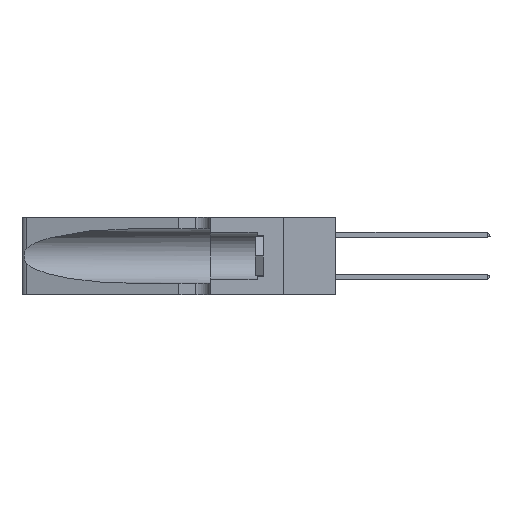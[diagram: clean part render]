
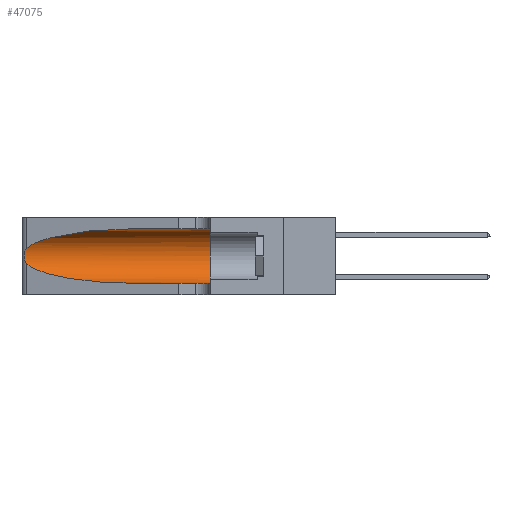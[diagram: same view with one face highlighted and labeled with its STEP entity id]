
A CAD part, left-side view. The second image highlights one B-rep face of the part: STEP entity #47075.
In plain terms, the highlighted cylindrical face has radius 3.308 mm (diameter 6.617 mm), a partial arc.
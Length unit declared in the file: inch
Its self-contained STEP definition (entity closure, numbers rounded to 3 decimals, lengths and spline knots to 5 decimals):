
#1028 = CARTESIAN_POINT ( 'NONE',  ( 0.25856, 1.23593, 0.16098 ) ) ;
#1698 = AXIS2_PLACEMENT_3D ( 'NONE', #40898, #18391, #28946 ) ;
#3136 = CARTESIAN_POINT ( 'NONE',  ( 0.1305, 0.72297, 0.05475 ) ) ;
#3897 = B_SPLINE_CURVE_WITH_KNOTS ( 'NONE', 3,
 ( #27625, #38609, #38447, #8563, #42557, #4945, #20215, #42241, #46180, #1028, #34684, #5263, #27476, #12295 ),
 .UNSPECIFIED., .F., .F.,
 ( 4, 2, 2, 2, 2, 2, 4 ),
 ( 0., 0.00027, 0.00053, 0.00107, 0.0016, 0.00187, 0.00214 ),
 .UNSPECIFIED. ) ;
#4945 = CARTESIAN_POINT ( 'NONE',  ( 0.26018, 1.23835, 0.19895 ) ) ;
#5263 = CARTESIAN_POINT ( 'NONE',  ( 0.25639, 1.23186, 0.15144 ) ) ;
#6072 = ORIENTED_EDGE ( 'NONE', *, *, #22037, .F. ) ;
#6126 = CARTESIAN_POINT ( 'NONE',  ( 0.25487, 1.22718, 0.22369 ) ) ;
#6972 = ORIENTED_EDGE ( 'NONE', *, *, #13069, .T. ) ;
#8119 = CARTESIAN_POINT ( 'NONE',  ( 0.1305, 1.61858, 0.05475 ) ) ;
#8563 = CARTESIAN_POINT ( 'NONE',  ( 0.25787, 1.23484, 0.2124 ) ) ;
#8705 = CIRCLE ( 'NONE', #47663, 0.13025 ) ;
#9078 = CARTESIAN_POINT ( 'NONE',  ( 0.1305, 0.72297, 0.05475 ) ) ;
#9532 = VERTEX_POINT ( 'NONE', #6126 ) ;
#9850 =( BOUNDED_CURVE ( )  B_SPLINE_CURVE ( 3, ( #20450, #27839, #27212, #9078 ),
 .UNSPECIFIED., .F., .T. ) 
 B_SPLINE_CURVE_WITH_KNOTS ( ( 4, 4 ),
 ( 3.44316, 4.71239 ),
 .UNSPECIFIED. ) 
 CURVE ( )  GEOMETRIC_REPRESENTATION_ITEM ( )  RATIONAL_B_SPLINE_CURVE ( ( 1., 0.87, 0.87, 1. ) ) 
 REPRESENTATION_ITEM ( '' )  );
#9869 = EDGE_CURVE ( 'NONE', #9532, #24930, #3897, .T. ) ;
#11567 = CARTESIAN_POINT ( 'NONE',  ( 0.2373, 1.15595, 0.28018 ) ) ;
#12295 = CARTESIAN_POINT ( 'NONE',  ( 0.25487, 1.22718, 0.14631 ) ) ;
#12891 = EDGE_CURVE ( 'NONE', #13312, #9532, #31296, .T. ) ;
#13069 = EDGE_CURVE ( 'NONE', #24930, #30607, #9850, .T. ) ;
#13312 = VERTEX_POINT ( 'NONE', #21414 ) ;
#16064 = EDGE_LOOP ( 'NONE', ( #29355, #37774, #6972, #31441, #26289, #6072 ) ) ;
#18391 = DIRECTION ( 'NONE',  ( 0., -1., 0. ) ) ;
#18564 = CARTESIAN_POINT ( 'NONE',  ( 0.25487, 1.22718, 0.14631 ) ) ;
#18821 = CARTESIAN_POINT ( 'NONE',  ( 0.1305, 1.61858, 0.31525 ) ) ;
#19018 = VERTEX_POINT ( 'NONE', #32088 ) ;
#19988 = CARTESIAN_POINT ( 'NONE',  ( 0.1305, 0.35, 0.05475 ) ) ;
#20215 = CARTESIAN_POINT ( 'NONE',  ( 0.26075, 1.23896, 0.19203 ) ) ;
#20450 = CARTESIAN_POINT ( 'NONE',  ( 0.25487, 1.22718, 0.14631 ) ) ;
#21414 = CARTESIAN_POINT ( 'NONE',  ( 0.1305, 0.72297, 0.31525 ) ) ;
#22037 = EDGE_CURVE ( 'NONE', #13312, #19018, #40356, .T. ) ;
#24930 = VERTEX_POINT ( 'NONE', #18564 ) ;
#26234 = DIRECTION ( 'NONE',  ( 0., -1., 0. ) ) ;
#26289 = ORIENTED_EDGE ( 'NONE', *, *, #36145, .F. ) ;
#26379 = CYLINDRICAL_SURFACE ( 'NONE', #1698, 0.13025 ) ;
#27212 = CARTESIAN_POINT ( 'NONE',  ( 0.18966, 0.96281, 0.05475 ) ) ;
#27476 = CARTESIAN_POINT ( 'NONE',  ( 0.25555, 1.22993, 0.14849 ) ) ;
#27625 = CARTESIAN_POINT ( 'NONE',  ( 0.25487, 1.22718, 0.22369 ) ) ;
#27839 = CARTESIAN_POINT ( 'NONE',  ( 0.2373, 1.15595, 0.08982 ) ) ;
#28136 = FACE_OUTER_BOUND ( 'NONE', #16064, .T. ) ;
#28946 = DIRECTION ( 'NONE',  ( 0., 0., -1. ) ) ;
#29355 = ORIENTED_EDGE ( 'NONE', *, *, #12891, .T. ) ;
#30607 = VERTEX_POINT ( 'NONE', #3136 ) ;
#31296 =( BOUNDED_CURVE ( )  B_SPLINE_CURVE ( 3, ( #34270, #37886, #11567, #45300 ),
 .UNSPECIFIED., .F., .F. ) 
 B_SPLINE_CURVE_WITH_KNOTS ( ( 4, 4 ),
 ( 1.5708, 2.84003 ),
 .UNSPECIFIED. ) 
 CURVE ( )  GEOMETRIC_REPRESENTATION_ITEM ( )  RATIONAL_B_SPLINE_CURVE ( ( 1., 0.87, 0.87, 1. ) ) 
 REPRESENTATION_ITEM ( '' )  );
#31441 = ORIENTED_EDGE ( 'NONE', *, *, #40120, .T. ) ;
#32088 = CARTESIAN_POINT ( 'NONE',  ( 0.1305, 0.35, 0.31525 ) ) ;
#32741 = VECTOR ( 'NONE', #26234, 39.37008 ) ;
#33754 = VECTOR ( 'NONE', #38026, 39.37008 ) ;
#34270 = CARTESIAN_POINT ( 'NONE',  ( 0.1305, 0.72297, 0.31525 ) ) ;
#34684 = CARTESIAN_POINT ( 'NONE',  ( 0.25789, 1.23486, 0.15765 ) ) ;
#36145 = EDGE_CURVE ( 'NONE', #19018, #45314, #8705, .T. ) ;
#37774 = ORIENTED_EDGE ( 'NONE', *, *, #9869, .T. ) ;
#37886 = CARTESIAN_POINT ( 'NONE',  ( 0.18966, 0.96281, 0.31525 ) ) ;
#38026 = DIRECTION ( 'NONE',  ( 0., -1., 0. ) ) ;
#38447 = CARTESIAN_POINT ( 'NONE',  ( 0.25639, 1.23184, 0.21858 ) ) ;
#38609 = CARTESIAN_POINT ( 'NONE',  ( 0.25555, 1.22994, 0.2215 ) ) ;
#40120 = EDGE_CURVE ( 'NONE', #30607, #45314, #44975, .T. ) ;
#40230 = DIRECTION ( 'NONE',  ( 0., 1., 0. ) ) ;
#40356 = LINE ( 'NONE', #18821, #32741 ) ;
#40898 = CARTESIAN_POINT ( 'NONE',  ( 0.1305, 1.61858, 0.185 ) ) ;
#42241 = CARTESIAN_POINT ( 'NONE',  ( 0.26075, 1.23896, 0.178 ) ) ;
#42557 = CARTESIAN_POINT ( 'NONE',  ( 0.25854, 1.2359, 0.20912 ) ) ;
#44349 = DIRECTION ( 'NONE',  ( 0., 0., 1. ) ) ;
#44975 = LINE ( 'NONE', #8119, #33754 ) ;
#45300 = CARTESIAN_POINT ( 'NONE',  ( 0.25487, 1.22718, 0.22369 ) ) ;
#45314 = VERTEX_POINT ( 'NONE', #19988 ) ;
#46180 = CARTESIAN_POINT ( 'NONE',  ( 0.26017, 1.23833, 0.17102 ) ) ;
#47075 = ADVANCED_FACE ( 'NONE', ( #28136 ), #26379, .F. ) ;
#47663 = AXIS2_PLACEMENT_3D ( 'NONE', #48401, #40230, #44349 ) ;
#48401 = CARTESIAN_POINT ( 'NONE',  ( 0.1305, 0.35, 0.185 ) ) ;
